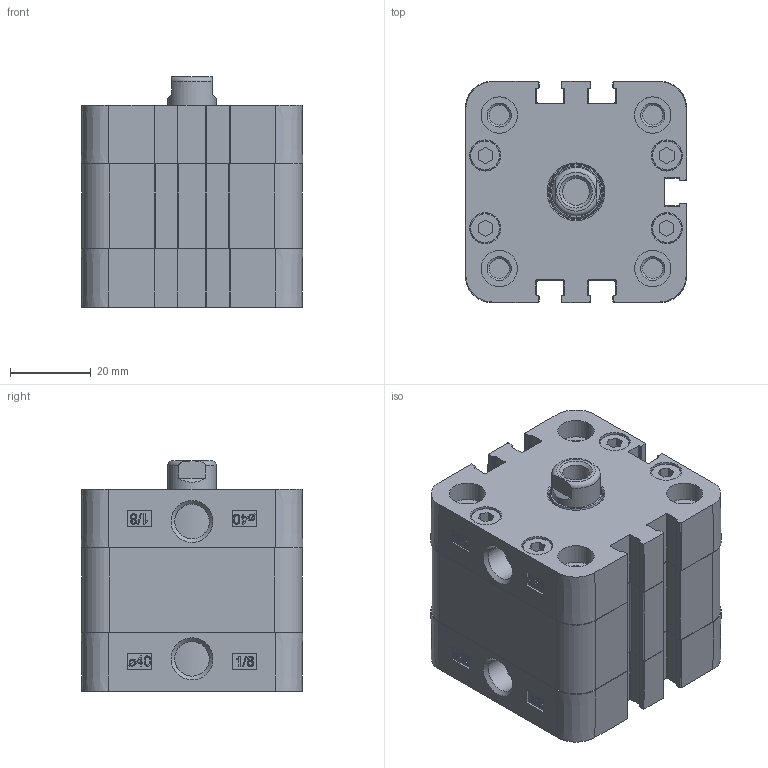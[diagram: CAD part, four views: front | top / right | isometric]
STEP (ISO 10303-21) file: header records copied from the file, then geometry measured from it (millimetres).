
FILE_DESCRIPTION((''),'2;1');
FILE_NAME('PSM040.005.GS.F.stp','2014-01-31T11:16:11',('carlo.corazza'),(''),'Autodesk Inventor 2012','Autodesk Inventor 2012','');
FILE_SCHEMA(('AUTOMOTIVE_DESIGN { 1 0 10303 214 1 1 1 1 }'));
Length unit declared in the file: millimetre
Products named in the file (5): PSM040..GS.F; TP; STELO-005; TA; CORPO-005
Assembly tree (4 placements, depth 2):
  PSM040..GS.F
    TP
    STELO-005
    TA
    CORPO-005
Bounding box: 54.8 x 54.8 x 57 mm (x, y, z)
Volume: 109266.4 mm3; surface area: 36439.9 mm2
Topology: 4 solids, 12 shells, 699 faces, 1771 edges, 1162 vertices
Faces by surface type: plane 350, cylinder 185, bspline 90, torus 43, cone 31
Full cylindrical faces by diameter (mm): 4.917 x1, 5.2 x8, 6.647 x1, 7.5 x8, 7.7 x8, 8.566 x2, 9 x9, 12 x1, 12.54 x1, 13.7 x1, 14 x1, 16.5 x1, 40 x1
Entity records: 22345 total; most frequent: CARTESIAN_POINT 5279, ORIENTED_EDGE 3342, DIRECTION 3144, EDGE_CURVE 1671, VERTEX_POINT 1147, AXIS2_PLACEMENT_3D 1063, VECTOR 1018, LINE 1018
